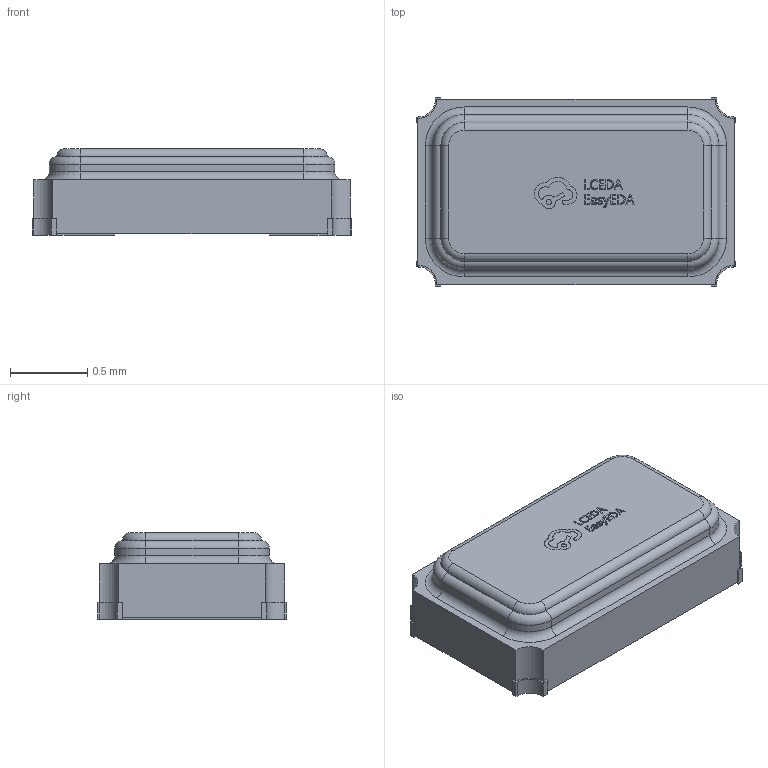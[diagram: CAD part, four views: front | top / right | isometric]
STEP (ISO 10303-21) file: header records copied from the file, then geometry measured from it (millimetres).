
FILE_DESCRIPTION (( 'STEP AP214' ), '1' );
FILE_NAME ('OSC-SMD-2P_-L2.1-W1.2.step', '2022-07-07T03:11:56', ( '' ), ( '' ), 'SwSTEP 2.0', 'SolidWorks 2020', '' );
FILE_SCHEMA (( 'AUTOMOTIVE_DESIGN' ));
Length unit declared in the file: millimetre
Products named in the file (1): OSC-SMD-2P_-L2.1-W1.2
Bounding box: 2.07 x 1.22 x 0.56 mm (x, y, z)
Volume: 1.2 mm3; surface area: 7.9 mm2
Topology: 1 solids, 1 shells, 372 faces, 1005 edges, 662 vertices
Faces by surface type: plane 224, bspline 112, cylinder 24, torus 12
Entity records: 16895 total; most frequent: CARTESIAN_POINT 4144, ORIENTED_EDGE 2010, DIRECTION 1359, EDGE_CURVE 1005, LINE 717, VECTOR 717, VERTEX_POINT 662, EDGE_LOOP 399
